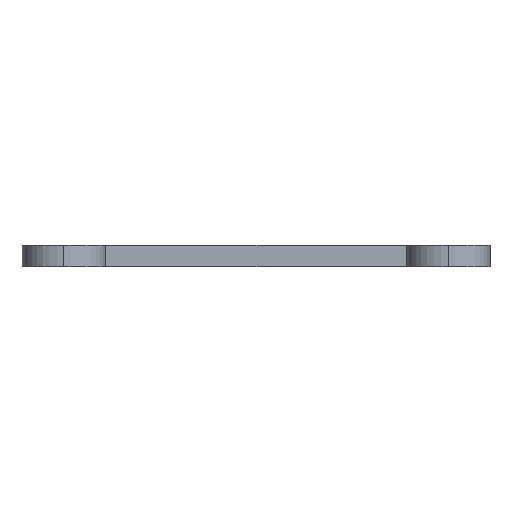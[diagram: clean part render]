
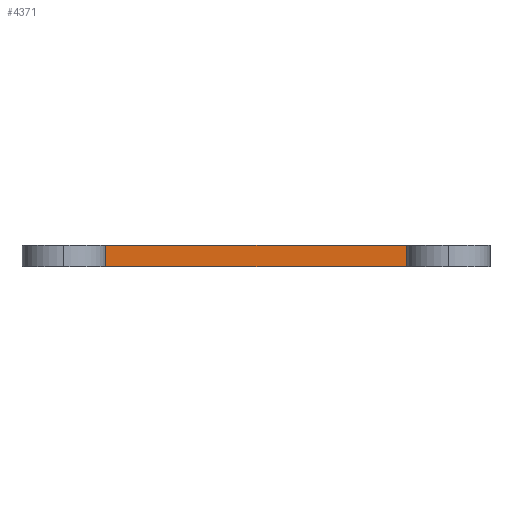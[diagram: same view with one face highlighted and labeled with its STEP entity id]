
A CAD part, front view. The second image highlights one B-rep face of the part: STEP entity #4371.
In plain terms, the highlighted planar face has unit normal (0, -1, 0).
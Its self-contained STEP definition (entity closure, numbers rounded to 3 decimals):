
#84 = PLANE('',#85);
#85 = AXIS2_PLACEMENT_3D('',#86,#87,#88);
#86 = CARTESIAN_POINT('',(148.501,-105.004,1.6));
#87 = DIRECTION('',(0.,0.,1.));
#88 = DIRECTION('',(1.,0.,-0.));
#139 = PLANE('',#140);
#140 = AXIS2_PLACEMENT_3D('',#141,#142,#143);
#141 = CARTESIAN_POINT('',(148.501,-105.004,0.));
#142 = DIRECTION('',(0.,0.,1.));
#143 = DIRECTION('',(1.,0.,-0.));
#1077 = VERTEX_POINT('',#1078);
#1078 = CARTESIAN_POINT('',(137.071,-115.164,0.));
#1092 = PLANE('',#1093);
#1093 = AXIS2_PLACEMENT_3D('',#1094,#1095,#1096);
#1094 = CARTESIAN_POINT('',(137.071,-115.164,0.));
#1095 = DIRECTION('',(1.,0.,-0.));
#1096 = DIRECTION('',(0.,-1.,0.));
#1104 = EDGE_CURVE('',#1105,#1077,#1107,.T.);
#1105 = VERTEX_POINT('',#1106);
#1106 = CARTESIAN_POINT('',(159.931,-115.164,0.));
#1107 = SURFACE_CURVE('',#1108,(#1112,#1119),.PCURVE_S1.);
#1108 = LINE('',#1109,#1110);
#1109 = CARTESIAN_POINT('',(159.931,-115.164,0.));
#1110 = VECTOR('',#1111,1.);
#1111 = DIRECTION('',(-1.,0.,0.));
#1112 = PCURVE('',#139,#1113);
#1113 = DEFINITIONAL_REPRESENTATION('',(#1114),#1118);
#1114 = LINE('',#1115,#1116);
#1115 = CARTESIAN_POINT('',(11.43,-10.16));
#1116 = VECTOR('',#1117,1.);
#1117 = DIRECTION('',(-1.,0.));
#1118 = ( GEOMETRIC_REPRESENTATION_CONTEXT(2) 
PARAMETRIC_REPRESENTATION_CONTEXT() REPRESENTATION_CONTEXT('2D SPACE',''
  ) );
#1119 = PCURVE('',#1120,#1125);
#1120 = PLANE('',#1121);
#1121 = AXIS2_PLACEMENT_3D('',#1122,#1123,#1124);
#1122 = CARTESIAN_POINT('',(159.931,-115.164,0.));
#1123 = DIRECTION('',(0.,-1.,0.));
#1124 = DIRECTION('',(-1.,0.,0.));
#1125 = DEFINITIONAL_REPRESENTATION('',(#1126),#1130);
#1126 = LINE('',#1127,#1128);
#1127 = CARTESIAN_POINT('',(0.,-0.));
#1128 = VECTOR('',#1129,1.);
#1129 = DIRECTION('',(1.,0.));
#1130 = ( GEOMETRIC_REPRESENTATION_CONTEXT(2) 
PARAMETRIC_REPRESENTATION_CONTEXT() REPRESENTATION_CONTEXT('2D SPACE',''
  ) );
#1148 = PLANE('',#1149);
#1149 = AXIS2_PLACEMENT_3D('',#1150,#1151,#1152);
#1150 = CARTESIAN_POINT('',(159.931,-118.339,0.));
#1151 = DIRECTION('',(-1.,0.,0.));
#1152 = DIRECTION('',(0.,1.,0.));
#3092 = VERTEX_POINT('',#3093);
#3093 = CARTESIAN_POINT('',(137.071,-115.164,1.6));
#3114 = EDGE_CURVE('',#3115,#3092,#3117,.T.);
#3115 = VERTEX_POINT('',#3116);
#3116 = CARTESIAN_POINT('',(159.931,-115.164,1.6));
#3117 = SURFACE_CURVE('',#3118,(#3122,#3129),.PCURVE_S1.);
#3118 = LINE('',#3119,#3120);
#3119 = CARTESIAN_POINT('',(159.931,-115.164,1.6));
#3120 = VECTOR('',#3121,1.);
#3121 = DIRECTION('',(-1.,0.,0.));
#3122 = PCURVE('',#84,#3123);
#3123 = DEFINITIONAL_REPRESENTATION('',(#3124),#3128);
#3124 = LINE('',#3125,#3126);
#3125 = CARTESIAN_POINT('',(11.43,-10.16));
#3126 = VECTOR('',#3127,1.);
#3127 = DIRECTION('',(-1.,0.));
#3128 = ( GEOMETRIC_REPRESENTATION_CONTEXT(2) 
PARAMETRIC_REPRESENTATION_CONTEXT() REPRESENTATION_CONTEXT('2D SPACE',''
  ) );
#3129 = PCURVE('',#1120,#3130);
#3130 = DEFINITIONAL_REPRESENTATION('',(#3131),#3135);
#3131 = LINE('',#3132,#3133);
#3132 = CARTESIAN_POINT('',(0.,-1.6));
#3133 = VECTOR('',#3134,1.);
#3134 = DIRECTION('',(1.,0.));
#3135 = ( GEOMETRIC_REPRESENTATION_CONTEXT(2) 
PARAMETRIC_REPRESENTATION_CONTEXT() REPRESENTATION_CONTEXT('2D SPACE',''
  ) );
#4351 = EDGE_CURVE('',#1105,#3115,#4352,.T.);
#4352 = SURFACE_CURVE('',#4353,(#4357,#4364),.PCURVE_S1.);
#4353 = LINE('',#4354,#4355);
#4354 = CARTESIAN_POINT('',(159.931,-115.164,0.));
#4355 = VECTOR('',#4356,1.);
#4356 = DIRECTION('',(0.,0.,1.));
#4357 = PCURVE('',#1148,#4358);
#4358 = DEFINITIONAL_REPRESENTATION('',(#4359),#4363);
#4359 = LINE('',#4360,#4361);
#4360 = CARTESIAN_POINT('',(3.175,0.));
#4361 = VECTOR('',#4362,1.);
#4362 = DIRECTION('',(0.,-1.));
#4363 = ( GEOMETRIC_REPRESENTATION_CONTEXT(2) 
PARAMETRIC_REPRESENTATION_CONTEXT() REPRESENTATION_CONTEXT('2D SPACE',''
  ) );
#4364 = PCURVE('',#1120,#4365);
#4365 = DEFINITIONAL_REPRESENTATION('',(#4366),#4370);
#4366 = LINE('',#4367,#4368);
#4367 = CARTESIAN_POINT('',(0.,-0.));
#4368 = VECTOR('',#4369,1.);
#4369 = DIRECTION('',(0.,-1.));
#4370 = ( GEOMETRIC_REPRESENTATION_CONTEXT(2) 
PARAMETRIC_REPRESENTATION_CONTEXT() REPRESENTATION_CONTEXT('2D SPACE',''
  ) );
#4371 = ADVANCED_FACE('',(#4372),#1120,.T.);
#4372 = FACE_BOUND('',#4373,.T.);
#4373 = EDGE_LOOP('',(#4374,#4375,#4376,#4397));
#4374 = ORIENTED_EDGE('',*,*,#4351,.T.);
#4375 = ORIENTED_EDGE('',*,*,#3114,.T.);
#4376 = ORIENTED_EDGE('',*,*,#4377,.F.);
#4377 = EDGE_CURVE('',#1077,#3092,#4378,.T.);
#4378 = SURFACE_CURVE('',#4379,(#4383,#4390),.PCURVE_S1.);
#4379 = LINE('',#4380,#4381);
#4380 = CARTESIAN_POINT('',(137.071,-115.164,0.));
#4381 = VECTOR('',#4382,1.);
#4382 = DIRECTION('',(0.,0.,1.));
#4383 = PCURVE('',#1120,#4384);
#4384 = DEFINITIONAL_REPRESENTATION('',(#4385),#4389);
#4385 = LINE('',#4386,#4387);
#4386 = CARTESIAN_POINT('',(22.86,0.));
#4387 = VECTOR('',#4388,1.);
#4388 = DIRECTION('',(0.,-1.));
#4389 = ( GEOMETRIC_REPRESENTATION_CONTEXT(2) 
PARAMETRIC_REPRESENTATION_CONTEXT() REPRESENTATION_CONTEXT('2D SPACE',''
  ) );
#4390 = PCURVE('',#1092,#4391);
#4391 = DEFINITIONAL_REPRESENTATION('',(#4392),#4396);
#4392 = LINE('',#4393,#4394);
#4393 = CARTESIAN_POINT('',(0.,0.));
#4394 = VECTOR('',#4395,1.);
#4395 = DIRECTION('',(0.,-1.));
#4396 = ( GEOMETRIC_REPRESENTATION_CONTEXT(2) 
PARAMETRIC_REPRESENTATION_CONTEXT() REPRESENTATION_CONTEXT('2D SPACE',''
  ) );
#4397 = ORIENTED_EDGE('',*,*,#1104,.F.);
